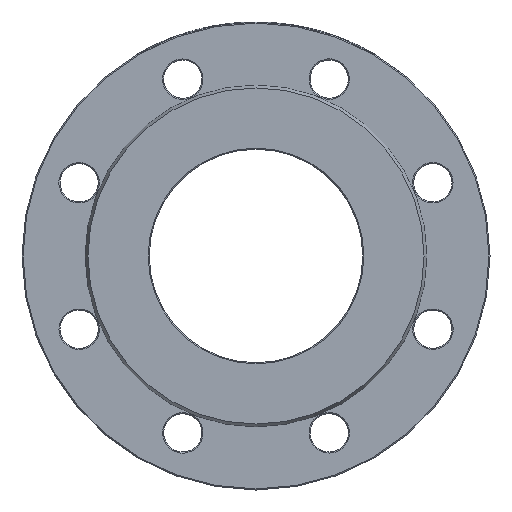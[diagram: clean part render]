
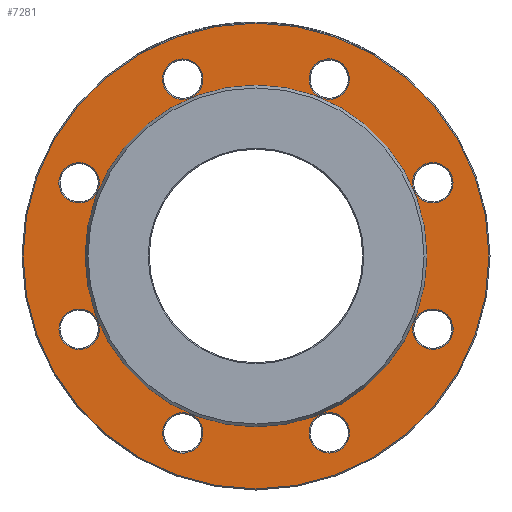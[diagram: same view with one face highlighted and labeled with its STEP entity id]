
A CAD part, left-side view. The second image highlights one B-rep face of the part: STEP entity #7281.
In plain terms, the highlighted planar face has unit normal (-1, 0, 0).
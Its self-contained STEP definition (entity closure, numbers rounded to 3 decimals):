
#122 = EDGE_CURVE ( 'NONE', #2647, #2647, #2502, .T. ) ;
#158 = EDGE_LOOP ( 'NONE', ( #2832 ) ) ;
#263 = AXIS2_PLACEMENT_3D ( 'NONE', #1921, #2726, #571 ) ;
#390 = AXIS2_PLACEMENT_3D ( 'NONE', #943, #6939, #8399 ) ;
#528 = CARTESIAN_POINT ( 'NONE',  ( 3., 83.149, -34.442 ) ) ;
#563 = DIRECTION ( 'NONE',  ( 1., 0., 0. ) ) ;
#571 = DIRECTION ( 'NONE',  ( 0., 1., 0. ) ) ;
#618 = EDGE_LOOP ( 'NONE', ( #4428 ) ) ;
#629 = VERTEX_POINT ( 'NONE', #2819 ) ;
#705 = DIRECTION ( 'NONE',  ( 1., 0., 0. ) ) ;
#828 = CIRCLE ( 'NONE', #8390, 9.5 ) ;
#943 = CARTESIAN_POINT ( 'NONE',  ( 3., -34.442, -83.149 ) ) ;
#975 = EDGE_LOOP ( 'NONE', ( #4999 ) ) ;
#1015 = DIRECTION ( 'NONE',  ( 1., 0., 0. ) ) ;
#1164 = AXIS2_PLACEMENT_3D ( 'NONE', #7953, #8666, #3212 ) ;
#1292 = EDGE_LOOP ( 'NONE', ( #1417 ) ) ;
#1301 = VERTEX_POINT ( 'NONE', #5470 ) ;
#1310 = FACE_BOUND ( 'NONE', #975, .T. ) ;
#1370 = DIRECTION ( 'NONE',  ( 1., 0., 0. ) ) ;
#1396 = FACE_BOUND ( 'NONE', #4200, .T. ) ;
#1402 = EDGE_LOOP ( 'NONE', ( #5937 ) ) ;
#1417 = ORIENTED_EDGE ( 'NONE', *, *, #5922, .T. ) ;
#1479 = CARTESIAN_POINT ( 'NONE',  ( 3., 83.149, -43.942 ) ) ;
#1521 = CARTESIAN_POINT ( 'NONE',  ( 3., 27.724, -89.867 ) ) ;
#1555 = ORIENTED_EDGE ( 'NONE', *, *, #3954, .T. ) ;
#1693 = ORIENTED_EDGE ( 'NONE', *, *, #5929, .T. ) ;
#1778 = EDGE_CURVE ( 'NONE', #1301, #1301, #828, .T. ) ;
#1816 = EDGE_CURVE ( 'NONE', #629, #629, #5697, .T. ) ;
#1842 = CIRCLE ( 'NONE', #263, 9.5 ) ;
#1921 = CARTESIAN_POINT ( 'NONE',  ( 3., 34.442, 83.149 ) ) ;
#2159 = DIRECTION ( 'NONE',  ( 1., 0., 0. ) ) ;
#2292 = DIRECTION ( 'NONE',  ( 0., -0.707, -0.707 ) ) ;
#2502 = CIRCLE ( 'NONE', #7490, 9.5 ) ;
#2647 = VERTEX_POINT ( 'NONE', #3358 ) ;
#2654 = DIRECTION ( 'NONE',  ( 1., 0., 0. ) ) ;
#2726 = DIRECTION ( 'NONE',  ( 1., 0., 0. ) ) ;
#2785 = FACE_BOUND ( 'NONE', #1292, .T. ) ;
#2819 = CARTESIAN_POINT ( 'NONE',  ( 3., -89.867, -27.724 ) ) ;
#2832 = ORIENTED_EDGE ( 'NONE', *, *, #1816, .T. ) ;
#2950 = VERTEX_POINT ( 'NONE', #3668 ) ;
#3036 = AXIS2_PLACEMENT_3D ( 'NONE', #7415, #7462, #4026 ) ;
#3142 = EDGE_CURVE ( 'NONE', #4209, #4209, #5593, .T. ) ;
#3212 = DIRECTION ( 'NONE',  ( 0., 0., -1. ) ) ;
#3358 = CARTESIAN_POINT ( 'NONE',  ( 3., -83.149, 43.942 ) ) ;
#3402 = CARTESIAN_POINT ( 'NONE',  ( 3., 89.867, 27.724 ) ) ;
#3447 = CARTESIAN_POINT ( 'NONE',  ( 3., -43.942, -83.149 ) ) ;
#3484 = CIRCLE ( 'NONE', #5352, 9.5 ) ;
#3621 = FACE_BOUND ( 'NONE', #158, .T. ) ;
#3658 = EDGE_LOOP ( 'NONE', ( #1693 ) ) ;
#3668 = CARTESIAN_POINT ( 'NONE',  ( 3., 43.942, 83.149 ) ) ;
#3954 = EDGE_CURVE ( 'NONE', #8768, #8768, #7102, .T. ) ;
#3956 = ORIENTED_EDGE ( 'NONE', *, *, #6578, .F. ) ;
#3969 = CARTESIAN_POINT ( 'NONE',  ( 3., -83.149, -34.442 ) ) ;
#4006 = EDGE_LOOP ( 'NONE', ( #5484 ) ) ;
#4026 = DIRECTION ( 'NONE',  ( 0., 0., 1. ) ) ;
#4123 = AXIS2_PLACEMENT_3D ( 'NONE', #528, #705, #7325 ) ;
#4127 = FACE_BOUND ( 'NONE', #6298, .T. ) ;
#4200 = EDGE_LOOP ( 'NONE', ( #1555 ) ) ;
#4209 = VERTEX_POINT ( 'NONE', #8188 ) ;
#4244 = EDGE_LOOP ( 'NONE', ( #6605 ) ) ;
#4269 = CARTESIAN_POINT ( 'NONE',  ( 3., 34.442, -83.149 ) ) ;
#4428 = ORIENTED_EDGE ( 'NONE', *, *, #6146, .T. ) ;
#4611 = CIRCLE ( 'NONE', #7035, 9.5 ) ;
#4732 = DIRECTION ( 'NONE',  ( 0., 0.707, 0.707 ) ) ;
#4824 = EDGE_CURVE ( 'NONE', #8142, #8142, #3484, .T. ) ;
#4927 = VERTEX_POINT ( 'NONE', #7642 ) ;
#4999 = ORIENTED_EDGE ( 'NONE', *, *, #122, .T. ) ;
#5352 = AXIS2_PLACEMENT_3D ( 'NONE', #7810, #1015, #5803 ) ;
#5389 = DIRECTION ( 'NONE',  ( 0., 0., -1. ) ) ;
#5470 = CARTESIAN_POINT ( 'NONE',  ( 3., -27.724, 89.867 ) ) ;
#5484 = ORIENTED_EDGE ( 'NONE', *, *, #1778, .T. ) ;
#5593 = CIRCLE ( 'NONE', #1164, 109.5 ) ;
#5697 = CIRCLE ( 'NONE', #6975, 9.5 ) ;
#5803 = DIRECTION ( 'NONE',  ( 0., 0.707, -0.707 ) ) ;
#5922 = EDGE_CURVE ( 'NONE', #7598, #7598, #7972, .T. ) ;
#5929 = EDGE_CURVE ( 'NONE', #2950, #2950, #1842, .T. ) ;
#5937 = ORIENTED_EDGE ( 'NONE', *, *, #4824, .T. ) ;
#6054 = FACE_BOUND ( 'NONE', #1402, .T. ) ;
#6099 = FACE_BOUND ( 'NONE', #3658, .T. ) ;
#6140 = CARTESIAN_POINT ( 'NONE',  ( 3., -83.149, 34.442 ) ) ;
#6141 = FACE_BOUND ( 'NONE', #4006, .T. ) ;
#6146 = EDGE_CURVE ( 'NONE', #8398, #8398, #4611, .T. ) ;
#6182 = DIRECTION ( 'NONE',  ( 1., 0., 0. ) ) ;
#6298 = EDGE_LOOP ( 'NONE', ( #3956 ) ) ;
#6323 = CIRCLE ( 'NONE', #3036, 80.336 ) ;
#6578 = EDGE_CURVE ( 'NONE', #4927, #4927, #6323, .T. ) ;
#6605 = ORIENTED_EDGE ( 'NONE', *, *, #3142, .T. ) ;
#6939 = DIRECTION ( 'NONE',  ( 1., 0., 0. ) ) ;
#6943 = DIRECTION ( 'NONE',  ( 0., 0., 1. ) ) ;
#6975 = AXIS2_PLACEMENT_3D ( 'NONE', #3969, #1370, #8075 ) ;
#7035 = AXIS2_PLACEMENT_3D ( 'NONE', #4269, #2159, #2292 ) ;
#7102 = CIRCLE ( 'NONE', #390, 9.5 ) ;
#7154 = AXIS2_PLACEMENT_3D ( 'NONE', #8102, #2654, #5389 ) ;
#7281 = ADVANCED_FACE ( 'NONE', ( #6054, #6099, #6141, #1310, #3621, #1396, #8775, #2785, #7517, #4127 ), #7384, .F. ) ;
#7325 = DIRECTION ( 'NONE',  ( 0., 0., -1. ) ) ;
#7384 = PLANE ( 'NONE',  #7154 ) ;
#7403 = CARTESIAN_POINT ( 'NONE',  ( 3., -34.442, 83.149 ) ) ;
#7415 = CARTESIAN_POINT ( 'NONE',  ( 3., 0., 0. ) ) ;
#7462 = DIRECTION ( 'NONE',  ( -1., 0., 0. ) ) ;
#7490 = AXIS2_PLACEMENT_3D ( 'NONE', #6140, #6182, #6943 ) ;
#7517 = FACE_OUTER_BOUND ( 'NONE', #4244, .T. ) ;
#7598 = VERTEX_POINT ( 'NONE', #1479 ) ;
#7642 = CARTESIAN_POINT ( 'NONE',  ( 3., 0., 80.336 ) ) ;
#7810 = CARTESIAN_POINT ( 'NONE',  ( 3., 83.149, 34.442 ) ) ;
#7953 = CARTESIAN_POINT ( 'NONE',  ( 3., 0., 0. ) ) ;
#7972 = CIRCLE ( 'NONE', #4123, 9.5 ) ;
#8075 = DIRECTION ( 'NONE',  ( 0., -0.707, 0.707 ) ) ;
#8102 = CARTESIAN_POINT ( 'NONE',  ( 3., 80.336, 0. ) ) ;
#8142 = VERTEX_POINT ( 'NONE', #3402 ) ;
#8188 = CARTESIAN_POINT ( 'NONE',  ( 3., 0., -109.5 ) ) ;
#8390 = AXIS2_PLACEMENT_3D ( 'NONE', #7403, #563, #4732 ) ;
#8398 = VERTEX_POINT ( 'NONE', #1521 ) ;
#8399 = DIRECTION ( 'NONE',  ( 0., -1., 0. ) ) ;
#8666 = DIRECTION ( 'NONE',  ( -1., 0., 0. ) ) ;
#8768 = VERTEX_POINT ( 'NONE', #3447 ) ;
#8775 = FACE_BOUND ( 'NONE', #618, .T. ) ;
